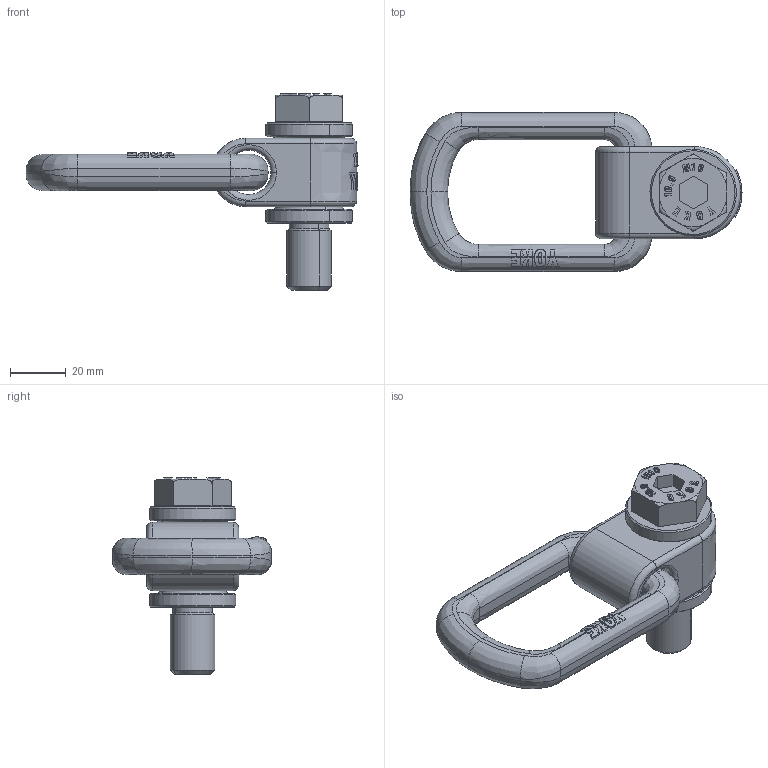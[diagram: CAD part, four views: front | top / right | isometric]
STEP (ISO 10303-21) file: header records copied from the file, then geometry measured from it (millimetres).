
FILE_DESCRIPTION(('CATIA V5 STEP Exchange'),'2;1');
FILE_NAME('8-211-015.stp','2013-10-02T06:59:11+00:00',('none'),('none'),'CATIA Version 5 Release 18 SP 8 (IN-10)','CATIA V5 STEP AP203','none');
FILE_SCHEMA(('CONFIG_CONTROL_DESIGN'));
Length unit declared in the file: millimetre
Products named in the file (1): 8-211-015
Assembly tree (4 placements, depth 2):
  8-211-015
    #56
    #15646
    #28260
    #28925
Bounding box: 118.98 x 57 x 70.5 mm (x, y, z)
Volume: 73509.7 mm3; surface area: 28513.7 mm2
Topology: 4 solids, 4 shells, 1130 faces, 3199 edges, 2108 vertices
Faces by surface type: plane 988, bspline 52, cylinder 40, torus 30, extrusion 10, cone 10
Entity records: 44631 total; most frequent: CARTESIAN_POINT 17952, ORIENTED_EDGE 6398, DIRECTION 4064, EDGE_CURVE 3199, VERTEX_POINT 2108, VECTOR 1954, LINE 1944, EDGE_LOOP 1169
